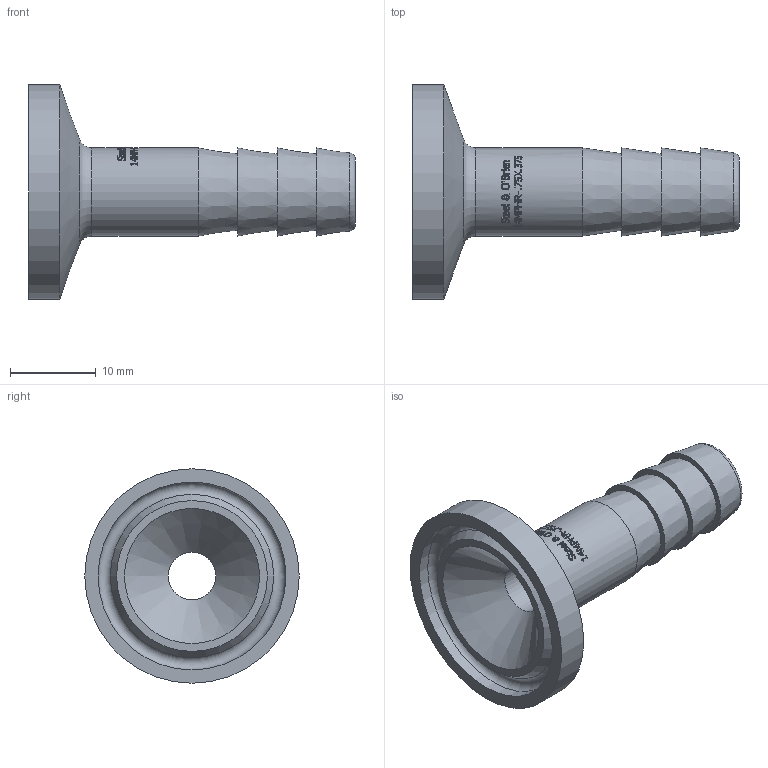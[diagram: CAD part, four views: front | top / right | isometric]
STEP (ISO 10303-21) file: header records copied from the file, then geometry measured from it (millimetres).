
FILE_DESCRIPTION(/* description */ (''),/* implementation_level */ '2;1');
FILE_NAME(/* name */ '14MPHR-.75X.375.stp',/* time_stamp */ '2021-01-05T15:10:17-05:00',/* author */ ('rick'),/* organization */ (''),/* preprocessor_version */ 'ST-DEVELOPER v18',/* originating_system */ 'Autodesk Inventor 2020',/* authorisation */ '');
FILE_SCHEMA (('AUTOMOTIVE_DESIGN { 1 0 10303 214 3 1 1 }'));
Length unit declared in the file: inch
Products named in the file (1): 14MPHR-.75X.375
Bounding box: 38.1 x 24.99 x 24.99 mm (x, y, z)
Volume: 3230.1 mm3; surface area: 3069.2 mm2
Topology: 1 solids, 1 shells, 449 faces, 1227 edges, 824 vertices
Faces by surface type: bspline 206, plane 188, cylinder 44, cone 7, torus 4
Full cylindrical faces by diameter (mm): 5.537 x1, 10.287 x1, 21.895 x1, 24.994 x1
Entity records: 19302 total; most frequent: CARTESIAN_POINT 8987, ORIENTED_EDGE 2454, DIRECTION 1551, EDGE_CURVE 1227, VERTEX_POINT 824, LINE 567, VECTOR 567, EDGE_LOOP 495
